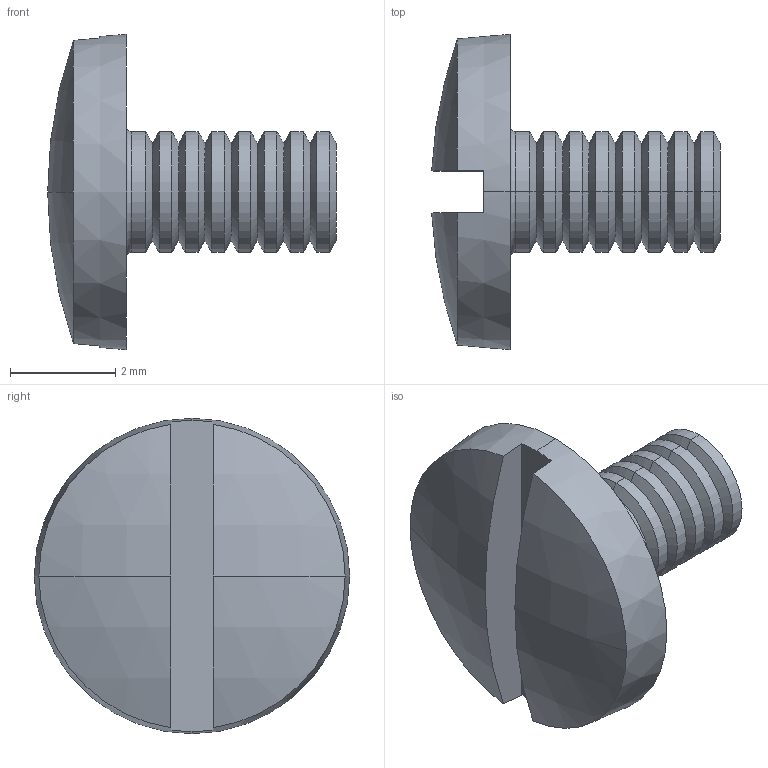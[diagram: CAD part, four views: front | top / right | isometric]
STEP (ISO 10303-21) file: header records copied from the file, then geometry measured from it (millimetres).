
FILE_DESCRIPTION (( 'STEP AP214' ), '1' );
FILE_NAME ('Zeroing Lever Knob Screw M2.3 x 4.STEP', '2025-07-06T08:34:24', ( '' ), ( '' ), 'SwSTEP 2.0', 'SolidWorks 2025', '' );
FILE_SCHEMA (( 'AUTOMOTIVE_DESIGN' ));
Length unit declared in the file: millimetre
Products named in the file (1): Zeroing Lever Knob Screw M2.3 x 4_KS 1021 BS- M3 x 8-S
Bounding box: 5.49 x 6 x 6 mm (x, y, z)
Volume: 45.5 mm3; surface area: 121.6 mm2
Topology: 1 solids, 1 shells, 59 faces, 122 edges, 66 vertices
Faces by surface type: cone 32, cylinder 16, plane 5, sphere 4, torus 2
Entity records: 1586 total; most frequent: DIRECTION 306, CARTESIAN_POINT 272, ORIENTED_EDGE 244, AXIS2_PLACEMENT_3D 128, EDGE_CURVE 122, CIRCLE 68, VERTEX_POINT 66, EDGE_LOOP 60
